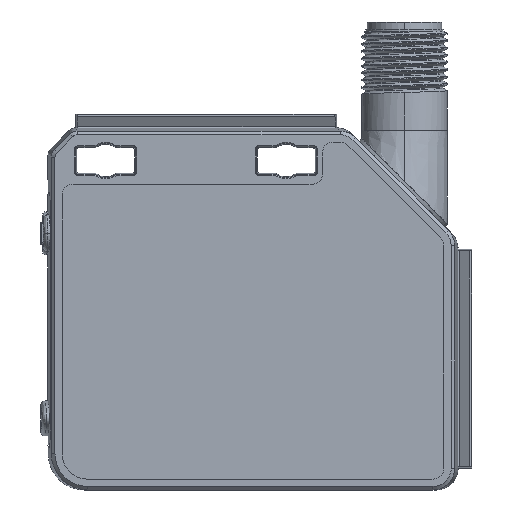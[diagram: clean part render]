
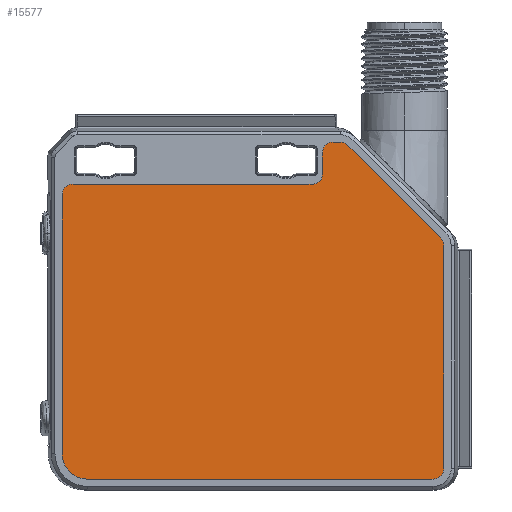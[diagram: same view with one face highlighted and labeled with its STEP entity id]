
A CAD part, left-side view. The second image highlights one B-rep face of the part: STEP entity #15577.
In plain terms, the highlighted planar face has unit normal (-1, 0, 0).
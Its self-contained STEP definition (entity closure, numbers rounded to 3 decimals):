
#5104=CARTESIAN_POINT('',(-12.25,-28.702,-1.95));
#5105=DIRECTION('',(1.,0.,0.));
#5106=DIRECTION('',(0.,-1.,0.));
#5107=AXIS2_PLACEMENT_3D('',#5104,#5105,#5106);
#5122=DIRECTION('',(0.,1.,0.));
#5123=VECTOR('',#5122,33.22);
#5124=CARTESIAN_POINT('',(-12.25,-28.702,-3.25));
#5125=LINE('',#5124,#5123);
#5126=DIRECTION('',(0.,0.,-1.));
#5127=VECTOR('',#5126,3.02);
#5128=CARTESIAN_POINT('',(-12.25,-30.002,1.07));
#5129=LINE('',#5128,#5127);
#5130=CARTESIAN_POINT('',(-12.25,-31.502,1.07));
#5131=DIRECTION('',(-1.,0.,0.));
#5132=DIRECTION('',(0.,0.,1.));
#5133=AXIS2_PLACEMENT_3D('',#5130,#5131,#5132);
#5135=DIRECTION('',(0.,1.,0.));
#5136=VECTOR('',#5135,0.979);
#5137=CARTESIAN_POINT('',(-12.25,-32.481,2.57));
#5138=LINE('',#5137,#5136);
#5139=CARTESIAN_POINT('',(-12.25,-32.481,1.07));
#5140=DIRECTION('',(-1.,0.,0.));
#5141=DIRECTION('',(0.,-0.707,0.707));
#5142=AXIS2_PLACEMENT_3D('',#5139,#5140,#5141);
#5144=DIRECTION('',(0.,0.707,0.707));
#5145=VECTOR('',#5144,18.146);
#5146=CARTESIAN_POINT('',(-12.25,-46.373,-10.701));
#5147=LINE('',#5146,#5145);
#5148=CARTESIAN_POINT('',(-12.25,-45.312,-11.761));
#5149=DIRECTION('',(-1.,0.,0.));
#5150=DIRECTION('',(0.,-1.,0.));
#5151=AXIS2_PLACEMENT_3D('',#5148,#5149,#5150);
#5153=DIRECTION('',(0.,0.,1.));
#5154=VECTOR('',#5153,30.839);
#5155=CARTESIAN_POINT('',(-12.25,-46.812,-42.6));
#5156=LINE('',#5155,#5154);
#5157=CARTESIAN_POINT('',(-12.25,-45.312,-42.6));
#5158=DIRECTION('',(-1.,0.,0.));
#5159=DIRECTION('',(0.,0.,-1.));
#5160=AXIS2_PLACEMENT_3D('',#5157,#5158,#5159);
#5162=DIRECTION('',(0.,-1.,0.));
#5163=VECTOR('',#5162,47.83);
#5164=CARTESIAN_POINT('',(-12.25,2.518,-44.1));
#5165=LINE('',#5164,#5163);
#5166=CARTESIAN_POINT('',(-12.25,2.518,-40.6));
#5167=DIRECTION('',(-1.,0.,0.));
#5168=DIRECTION('',(0.,1.,0.));
#5169=AXIS2_PLACEMENT_3D('',#5166,#5167,#5168);
#5171=DIRECTION('',(0.,0.,-1.));
#5172=VECTOR('',#5171,35.85);
#5173=CARTESIAN_POINT('',(-12.25,6.018,-4.75));
#5174=LINE('',#5173,#5172);
#5175=CARTESIAN_POINT('',(-12.25,4.518,-4.75));
#5176=DIRECTION('',(-1.,0.,0.));
#5177=DIRECTION('',(0.,0.,1.));
#5178=AXIS2_PLACEMENT_3D('',#5175,#5176,#5177);
#5650=CARTESIAN_POINT('',(-12.25,2.518,-44.1));
#5651=CARTESIAN_POINT('',(-12.25,-45.312,-44.1));
#5652=VERTEX_POINT('',#5650);
#5653=VERTEX_POINT('',#5651);
#5654=CARTESIAN_POINT('',(-12.25,-46.812,-42.6));
#5655=VERTEX_POINT('',#5654);
#5656=CARTESIAN_POINT('',(-12.25,-46.812,-11.761));
#5657=VERTEX_POINT('',#5656);
#5658=CARTESIAN_POINT('',(-12.25,-46.373,-10.701));
#5659=VERTEX_POINT('',#5658);
#5660=CARTESIAN_POINT('',(-12.25,6.018,-40.6));
#5661=VERTEX_POINT('',#5660);
#5674=CARTESIAN_POINT('',(-12.25,4.518,-3.25));
#5675=CARTESIAN_POINT('',(-12.25,6.018,-4.75));
#5676=VERTEX_POINT('',#5674);
#5677=VERTEX_POINT('',#5675);
#5682=CARTESIAN_POINT('',(-12.25,-31.502,2.57));
#5683=CARTESIAN_POINT('',(-12.25,-30.002,1.07));
#5684=VERTEX_POINT('',#5682);
#5685=VERTEX_POINT('',#5683);
#5690=CARTESIAN_POINT('',(-12.25,-33.542,2.131));
#5691=CARTESIAN_POINT('',(-12.25,-32.481,2.57));
#5692=VERTEX_POINT('',#5690);
#5693=VERTEX_POINT('',#5691);
#5702=CARTESIAN_POINT('',(-12.25,-30.002,-1.95));
#5703=VERTEX_POINT('',#5702);
#5704=CARTESIAN_POINT('',(-12.25,-28.702,-3.25));
#5705=VERTEX_POINT('',#5704);
#15545=CARTESIAN_POINT('',(-12.25,0.,0.));
#15546=DIRECTION('',(-1.,0.,0.));
#15547=DIRECTION('',(0.,0.,1.));
#15548=AXIS2_PLACEMENT_3D('',#15545,#15546,#15547);
#15549=PLANE('',#15548);
#15551=ORIENTED_EDGE('',*,*,#15550,.F.);
#15552=ORIENTED_EDGE('',*,*,#15510,.F.);
#15553=ORIENTED_EDGE('',*,*,#15526,.F.);
#15554=ORIENTED_EDGE('',*,*,#15536,.F.);
#15556=ORIENTED_EDGE('',*,*,#15555,.F.);
#15558=ORIENTED_EDGE('',*,*,#15557,.F.);
#15560=ORIENTED_EDGE('',*,*,#15559,.F.);
#15562=ORIENTED_EDGE('',*,*,#15561,.F.);
#15564=ORIENTED_EDGE('',*,*,#15563,.F.);
#15566=ORIENTED_EDGE('',*,*,#15565,.F.);
#15568=ORIENTED_EDGE('',*,*,#15567,.F.);
#15570=ORIENTED_EDGE('',*,*,#15569,.F.);
#15572=ORIENTED_EDGE('',*,*,#15571,.F.);
#15574=ORIENTED_EDGE('',*,*,#15573,.F.);
#15575=EDGE_LOOP('',(#15551,#15552,#15553,#15554,#15556,#15558,#15560,#15562,
#15564,#15566,#15568,#15570,#15572,#15574));
#15576=FACE_OUTER_BOUND('',#15575,.F.);
#15577=ADVANCED_FACE('',(#15576),#15549,.T.);
#5108=CIRCLE('',#5107,1.3);
#5134=CIRCLE('',#5133,1.5);
#5143=CIRCLE('',#5142,1.5);
#5152=CIRCLE('',#5151,1.5);
#5161=CIRCLE('',#5160,1.5);
#5170=CIRCLE('',#5169,3.5);
#5179=CIRCLE('',#5178,1.5);
#15510=EDGE_CURVE('',#5703,#5705,#5108,.T.);
#15526=EDGE_CURVE('',#5685,#5703,#5129,.T.);
#15536=EDGE_CURVE('',#5684,#5685,#5134,.T.);
#15550=EDGE_CURVE('',#5705,#5676,#5125,.T.);
#15555=EDGE_CURVE('',#5693,#5684,#5138,.T.);
#15557=EDGE_CURVE('',#5692,#5693,#5143,.T.);
#15559=EDGE_CURVE('',#5659,#5692,#5147,.T.);
#15561=EDGE_CURVE('',#5657,#5659,#5152,.T.);
#15563=EDGE_CURVE('',#5655,#5657,#5156,.T.);
#15565=EDGE_CURVE('',#5653,#5655,#5161,.T.);
#15567=EDGE_CURVE('',#5652,#5653,#5165,.T.);
#15569=EDGE_CURVE('',#5661,#5652,#5170,.T.);
#15571=EDGE_CURVE('',#5677,#5661,#5174,.T.);
#15573=EDGE_CURVE('',#5676,#5677,#5179,.T.);
